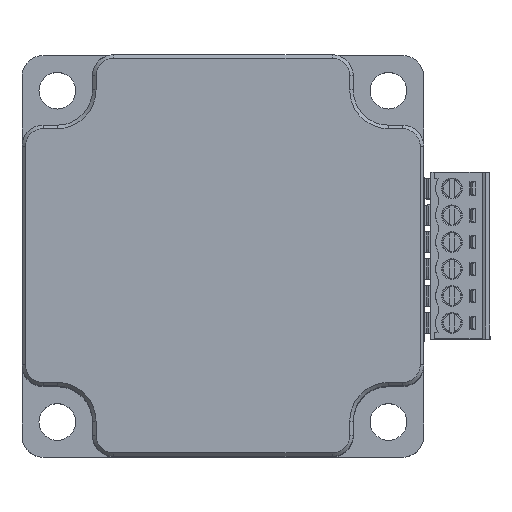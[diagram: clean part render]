
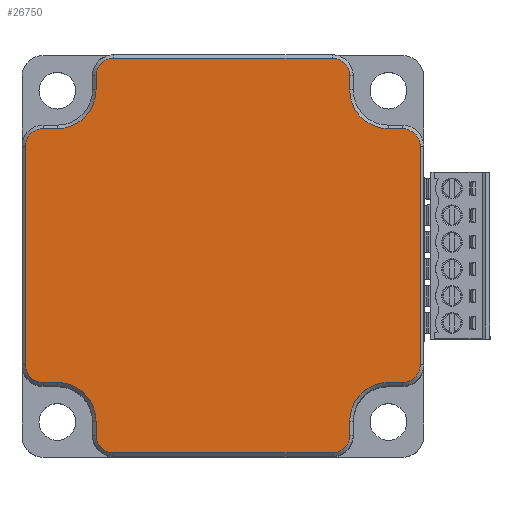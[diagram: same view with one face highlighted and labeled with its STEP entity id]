
A CAD part, top view. The second image highlights one B-rep face of the part: STEP entity #26750.
In plain terms, the highlighted planar face has unit normal (0, 0, 1).
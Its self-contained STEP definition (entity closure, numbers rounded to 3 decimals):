
#785=CIRCLE('',#28375,2.5);
#786=CIRCLE('',#28378,5.5);
#787=CIRCLE('',#28381,2.5);
#788=CIRCLE('',#28384,2.5);
#789=CIRCLE('',#28387,5.5);
#790=CIRCLE('',#28390,2.5);
#791=CIRCLE('',#28393,2.5);
#792=CIRCLE('',#28396,5.5);
#793=CIRCLE('',#28399,2.5);
#794=CIRCLE('',#28402,2.5);
#795=CIRCLE('',#28405,5.5);
#796=CIRCLE('',#28408,2.5);
#1448=FACE_OUTER_BOUND('',#2950,.T.);
#2950=EDGE_LOOP('',(#18605,#18606,#18607,#18608,#18609,#18610,#18611,#18612,
#18613,#18614,#18615,#18616,#18617,#18618,#18619,#18620,#18621,#18622,#18623,
#18624,#18625,#18626,#18627,#18628));
#4732=LINE('',#38729,#8021);
#4735=LINE('',#38737,#8024);
#4738=LINE('',#38745,#8027);
#4741=LINE('',#38753,#8030);
#4744=LINE('',#38761,#8033);
#4747=LINE('',#38769,#8036);
#4750=LINE('',#38777,#8039);
#4753=LINE('',#38785,#8042);
#4756=LINE('',#38793,#8045);
#4759=LINE('',#38801,#8048);
#4762=LINE('',#38809,#8051);
#4765=LINE('',#38817,#8054);
#8021=VECTOR('',#31192,10.);
#8024=VECTOR('',#31201,10.);
#8027=VECTOR('',#31210,10.);
#8030=VECTOR('',#31219,10.);
#8033=VECTOR('',#31228,10.);
#8036=VECTOR('',#31237,10.);
#8039=VECTOR('',#31246,10.);
#8042=VECTOR('',#31255,10.);
#8045=VECTOR('',#31264,10.);
#8048=VECTOR('',#31273,10.);
#8051=VECTOR('',#31282,10.);
#8054=VECTOR('',#31291,10.);
#11266=VERTEX_POINT('',#38724);
#11267=VERTEX_POINT('',#38727);
#11268=VERTEX_POINT('',#38731);
#11269=VERTEX_POINT('',#38735);
#11270=VERTEX_POINT('',#38739);
#11271=VERTEX_POINT('',#38743);
#11272=VERTEX_POINT('',#38747);
#11273=VERTEX_POINT('',#38751);
#11274=VERTEX_POINT('',#38755);
#11275=VERTEX_POINT('',#38759);
#11276=VERTEX_POINT('',#38763);
#11277=VERTEX_POINT('',#38767);
#11278=VERTEX_POINT('',#38771);
#11279=VERTEX_POINT('',#38775);
#11280=VERTEX_POINT('',#38779);
#11281=VERTEX_POINT('',#38783);
#11282=VERTEX_POINT('',#38787);
#11283=VERTEX_POINT('',#38791);
#11284=VERTEX_POINT('',#38795);
#11285=VERTEX_POINT('',#38799);
#11286=VERTEX_POINT('',#38803);
#11287=VERTEX_POINT('',#38807);
#11288=VERTEX_POINT('',#38811);
#11289=VERTEX_POINT('',#38815);
#14036=EDGE_CURVE('',#11267,#11266,#4732,.T.);
#14037=EDGE_CURVE('',#11266,#11268,#785,.T.);
#14040=EDGE_CURVE('',#11268,#11269,#4735,.T.);
#14041=EDGE_CURVE('',#11269,#11270,#786,.T.);
#14044=EDGE_CURVE('',#11270,#11271,#4738,.T.);
#14045=EDGE_CURVE('',#11271,#11272,#787,.T.);
#14048=EDGE_CURVE('',#11272,#11273,#4741,.T.);
#14049=EDGE_CURVE('',#11273,#11274,#788,.T.);
#14052=EDGE_CURVE('',#11274,#11275,#4744,.T.);
#14053=EDGE_CURVE('',#11275,#11276,#789,.T.);
#14056=EDGE_CURVE('',#11276,#11277,#4747,.T.);
#14057=EDGE_CURVE('',#11277,#11278,#790,.T.);
#14060=EDGE_CURVE('',#11278,#11279,#4750,.T.);
#14061=EDGE_CURVE('',#11279,#11280,#791,.T.);
#14064=EDGE_CURVE('',#11280,#11281,#4753,.T.);
#14065=EDGE_CURVE('',#11281,#11282,#792,.T.);
#14068=EDGE_CURVE('',#11282,#11283,#4756,.T.);
#14069=EDGE_CURVE('',#11283,#11284,#793,.T.);
#14072=EDGE_CURVE('',#11284,#11285,#4759,.T.);
#14073=EDGE_CURVE('',#11285,#11286,#794,.T.);
#14076=EDGE_CURVE('',#11286,#11287,#4762,.T.);
#14077=EDGE_CURVE('',#11287,#11288,#795,.T.);
#14080=EDGE_CURVE('',#11288,#11289,#4765,.T.);
#14081=EDGE_CURVE('',#11289,#11267,#796,.T.);
#18605=ORIENTED_EDGE('',*,*,#14036,.F.);
#18606=ORIENTED_EDGE('',*,*,#14081,.F.);
#18607=ORIENTED_EDGE('',*,*,#14080,.F.);
#18608=ORIENTED_EDGE('',*,*,#14077,.F.);
#18609=ORIENTED_EDGE('',*,*,#14076,.F.);
#18610=ORIENTED_EDGE('',*,*,#14073,.F.);
#18611=ORIENTED_EDGE('',*,*,#14072,.F.);
#18612=ORIENTED_EDGE('',*,*,#14069,.F.);
#18613=ORIENTED_EDGE('',*,*,#14068,.F.);
#18614=ORIENTED_EDGE('',*,*,#14065,.F.);
#18615=ORIENTED_EDGE('',*,*,#14064,.F.);
#18616=ORIENTED_EDGE('',*,*,#14061,.F.);
#18617=ORIENTED_EDGE('',*,*,#14060,.F.);
#18618=ORIENTED_EDGE('',*,*,#14057,.F.);
#18619=ORIENTED_EDGE('',*,*,#14056,.F.);
#18620=ORIENTED_EDGE('',*,*,#14053,.F.);
#18621=ORIENTED_EDGE('',*,*,#14052,.F.);
#18622=ORIENTED_EDGE('',*,*,#14049,.F.);
#18623=ORIENTED_EDGE('',*,*,#14048,.F.);
#18624=ORIENTED_EDGE('',*,*,#14045,.F.);
#18625=ORIENTED_EDGE('',*,*,#14044,.F.);
#18626=ORIENTED_EDGE('',*,*,#14041,.F.);
#18627=ORIENTED_EDGE('',*,*,#14040,.F.);
#18628=ORIENTED_EDGE('',*,*,#14037,.F.);
#25469=PLANE('',#28410);
#26750=ADVANCED_FACE('',(#1448),#25469,.F.);
#28375=AXIS2_PLACEMENT_3D('',#38732,#31195,#31196);
#28378=AXIS2_PLACEMENT_3D('',#38740,#31204,#31205);
#28381=AXIS2_PLACEMENT_3D('',#38748,#31213,#31214);
#28384=AXIS2_PLACEMENT_3D('',#38756,#31222,#31223);
#28387=AXIS2_PLACEMENT_3D('',#38764,#31231,#31232);
#28390=AXIS2_PLACEMENT_3D('',#38772,#31240,#31241);
#28393=AXIS2_PLACEMENT_3D('',#38780,#31249,#31250);
#28396=AXIS2_PLACEMENT_3D('',#38788,#31258,#31259);
#28399=AXIS2_PLACEMENT_3D('',#38796,#31267,#31268);
#28402=AXIS2_PLACEMENT_3D('',#38804,#31276,#31277);
#28405=AXIS2_PLACEMENT_3D('',#38812,#31285,#31286);
#28408=AXIS2_PLACEMENT_3D('',#38819,#31294,#31295);
#28410=AXIS2_PLACEMENT_3D('',#38824,#31300,#31301);
#31192=DIRECTION('',(0.,-1.,0.));
#31195=DIRECTION('center_axis',(0.,0.,-1.));
#31196=DIRECTION('ref_axis',(1.,0.,0.));
#31201=DIRECTION('',(-1.,0.,0.));
#31204=DIRECTION('center_axis',(0.,0.,1.));
#31205=DIRECTION('ref_axis',(-1.,0.,0.));
#31210=DIRECTION('',(0.,-1.,0.));
#31213=DIRECTION('center_axis',(0.,0.,-1.));
#31214=DIRECTION('ref_axis',(1.,0.,0.));
#31219=DIRECTION('',(-1.,0.,0.));
#31222=DIRECTION('center_axis',(0.,0.,-1.));
#31223=DIRECTION('ref_axis',(-1.,0.,0.));
#31228=DIRECTION('',(0.,1.,0.));
#31231=DIRECTION('center_axis',(0.,0.,1.));
#31232=DIRECTION('ref_axis',(1.,0.,0.));
#31237=DIRECTION('',(-1.,0.,0.));
#31240=DIRECTION('center_axis',(0.,0.,-1.));
#31241=DIRECTION('ref_axis',(-1.,0.,0.));
#31246=DIRECTION('',(0.,1.,0.));
#31249=DIRECTION('center_axis',(0.,0.,-1.));
#31250=DIRECTION('ref_axis',(-1.,0.,0.));
#31255=DIRECTION('',(1.,0.,0.));
#31258=DIRECTION('center_axis',(0.,0.,1.));
#31259=DIRECTION('ref_axis',(1.,0.,0.));
#31264=DIRECTION('',(0.,1.,0.));
#31267=DIRECTION('center_axis',(0.,0.,-1.));
#31268=DIRECTION('ref_axis',(-1.,0.,0.));
#31273=DIRECTION('',(1.,0.,0.));
#31276=DIRECTION('center_axis',(0.,0.,-1.));
#31277=DIRECTION('ref_axis',(1.,0.,0.));
#31282=DIRECTION('',(0.,-1.,0.));
#31285=DIRECTION('center_axis',(0.,0.,1.));
#31286=DIRECTION('ref_axis',(-1.,0.,0.));
#31291=DIRECTION('',(1.,0.,0.));
#31294=DIRECTION('center_axis',(0.,0.,-1.));
#31295=DIRECTION('ref_axis',(1.,0.,0.));
#31300=DIRECTION('center_axis',(0.,0.,-1.));
#31301=DIRECTION('ref_axis',(1.,0.,0.));
#38724=CARTESIAN_POINT('',(28.,-15.5,54.));
#38727=CARTESIAN_POINT('',(28.,15.5,54.));
#38729=CARTESIAN_POINT('',(28.,62.841,54.));
#38731=CARTESIAN_POINT('',(25.5,-18.,54.));
#38732=CARTESIAN_POINT('Origin',(25.5,-15.5,54.));
#38735=CARTESIAN_POINT('',(23.5,-18.,54.));
#38737=CARTESIAN_POINT('',(0.,-18.,54.));
#38739=CARTESIAN_POINT('',(18.,-23.5,54.));
#38740=CARTESIAN_POINT('Origin',(23.5,-23.5,54.));
#38743=CARTESIAN_POINT('',(18.,-25.5,54.));
#38745=CARTESIAN_POINT('',(18.,62.841,54.));
#38747=CARTESIAN_POINT('',(15.5,-28.,54.));
#38748=CARTESIAN_POINT('Origin',(15.5,-25.5,54.));
#38751=CARTESIAN_POINT('',(-15.5,-28.,54.));
#38753=CARTESIAN_POINT('',(0.,-28.,54.));
#38755=CARTESIAN_POINT('',(-18.,-25.5,54.));
#38756=CARTESIAN_POINT('Origin',(-15.5,-25.5,54.));
#38759=CARTESIAN_POINT('',(-18.,-23.5,54.));
#38761=CARTESIAN_POINT('',(-18.,62.841,54.));
#38763=CARTESIAN_POINT('',(-23.5,-18.,54.));
#38764=CARTESIAN_POINT('Origin',(-23.5,-23.5,54.));
#38767=CARTESIAN_POINT('',(-25.5,-18.,54.));
#38769=CARTESIAN_POINT('',(0.,-18.,54.));
#38771=CARTESIAN_POINT('',(-28.,-15.5,54.));
#38772=CARTESIAN_POINT('Origin',(-25.5,-15.5,54.));
#38775=CARTESIAN_POINT('',(-28.,15.5,54.));
#38777=CARTESIAN_POINT('',(-28.,62.841,54.));
#38779=CARTESIAN_POINT('',(-25.5,18.,54.));
#38780=CARTESIAN_POINT('Origin',(-25.5,15.5,54.));
#38783=CARTESIAN_POINT('',(-23.5,18.,54.));
#38785=CARTESIAN_POINT('',(0.,18.,54.));
#38787=CARTESIAN_POINT('',(-18.,23.5,54.));
#38788=CARTESIAN_POINT('Origin',(-23.5,23.5,54.));
#38791=CARTESIAN_POINT('',(-18.,25.5,54.));
#38793=CARTESIAN_POINT('',(-18.,62.841,54.));
#38795=CARTESIAN_POINT('',(-15.5,28.,54.));
#38796=CARTESIAN_POINT('Origin',(-15.5,25.5,54.));
#38799=CARTESIAN_POINT('',(15.5,28.,54.));
#38801=CARTESIAN_POINT('',(0.,28.,54.));
#38803=CARTESIAN_POINT('',(18.,25.5,54.));
#38804=CARTESIAN_POINT('Origin',(15.5,25.5,54.));
#38807=CARTESIAN_POINT('',(18.,23.5,54.));
#38809=CARTESIAN_POINT('',(18.,62.841,54.));
#38811=CARTESIAN_POINT('',(23.5,18.,54.));
#38812=CARTESIAN_POINT('Origin',(23.5,23.5,54.));
#38815=CARTESIAN_POINT('',(25.5,18.,54.));
#38817=CARTESIAN_POINT('',(0.,18.,54.));
#38819=CARTESIAN_POINT('Origin',(25.5,15.5,54.));
#38824=CARTESIAN_POINT('Origin',(0.,62.841,54.));
